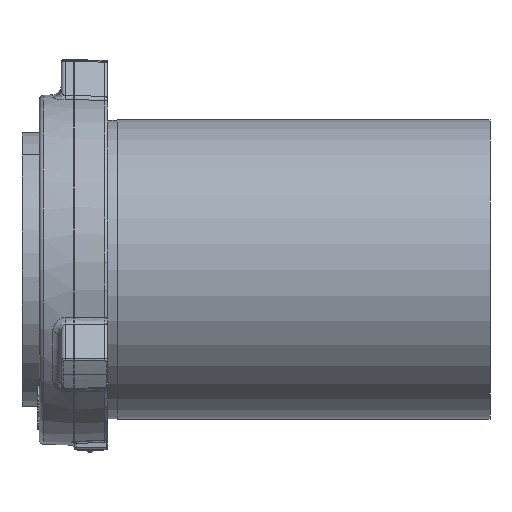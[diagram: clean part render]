
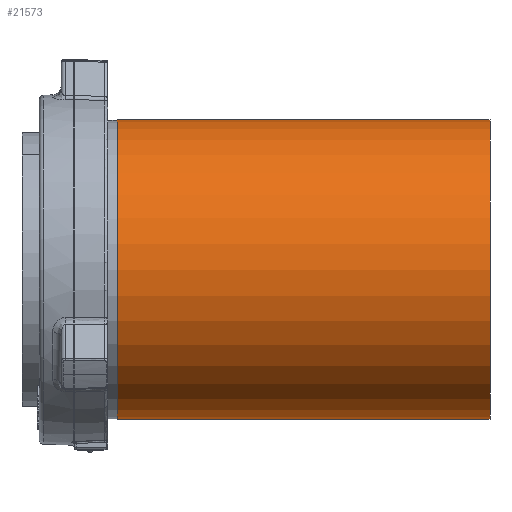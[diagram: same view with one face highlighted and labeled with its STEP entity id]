
A CAD part, left-side view. The second image highlights one B-rep face of the part: STEP entity #21573.
In plain terms, the highlighted cylindrical face has radius 109.728 mm (diameter 219.456 mm), a partial arc.
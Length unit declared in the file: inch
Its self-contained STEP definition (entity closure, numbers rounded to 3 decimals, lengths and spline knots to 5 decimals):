
#95 = DIRECTION ( 'NONE',  ( 0., 0., -1. ) ) ;
#494 = CYLINDRICAL_SURFACE ( 'NONE', #5661, 4.32 ) ;
#747 = CARTESIAN_POINT ( 'NONE',  ( 0., 12.1875, 0. ) ) ;
#1575 = CIRCLE ( 'NONE', #6697, 4.32 ) ;
#1856 = CARTESIAN_POINT ( 'NONE',  ( 0., 12.1875, -4.32 ) ) ;
#2754 = CARTESIAN_POINT ( 'NONE',  ( 0., 10.75, -4.32 ) ) ;
#3599 = CARTESIAN_POINT ( 'NONE',  ( 0., 0., 0. ) ) ;
#4213 = CARTESIAN_POINT ( 'NONE',  ( 0., 10.75, 0. ) ) ;
#4368 = DIRECTION ( 'NONE',  ( 0., -1., 0. ) ) ;
#4403 = DIRECTION ( 'NONE',  ( 0., -1., 0. ) ) ;
#4467 = ORIENTED_EDGE ( 'NONE', *, *, #7344, .T. ) ;
#5093 = EDGE_CURVE ( 'NONE', #23002, #16012, #22496, .T. ) ;
#5343 = ORIENTED_EDGE ( 'NONE', *, *, #7021, .T. ) ;
#5468 = DIRECTION ( 'NONE',  ( 0., 1., 0. ) ) ;
#5661 = AXIS2_PLACEMENT_3D ( 'NONE', #747, #14582, #12829 ) ;
#5771 = VECTOR ( 'NONE', #4368, 39.37008 ) ;
#6697 = AXIS2_PLACEMENT_3D ( 'NONE', #3599, #5468, #21716 ) ;
#7021 = EDGE_CURVE ( 'NONE', #9546, #12499, #20479, .T. ) ;
#7344 = EDGE_CURVE ( 'NONE', #23002, #9546, #23619, .T. ) ;
#8145 = CARTESIAN_POINT ( 'NONE',  ( 0., 12.1875, 4.32 ) ) ;
#9145 = CARTESIAN_POINT ( 'NONE',  ( 0., 0., -4.32 ) ) ;
#9546 = VERTEX_POINT ( 'NONE', #2754 ) ;
#12499 = VERTEX_POINT ( 'NONE', #9145 ) ;
#12829 = DIRECTION ( 'NONE',  ( 0., 0., -1. ) ) ;
#13674 = CARTESIAN_POINT ( 'NONE',  ( 0., 10.75, 4.32 ) ) ;
#14048 = DIRECTION ( 'NONE',  ( 0., -1., 0. ) ) ;
#14582 = DIRECTION ( 'NONE',  ( 0., -1., 0. ) ) ;
#15078 = CARTESIAN_POINT ( 'NONE',  ( 0., 0., 4.32 ) ) ;
#16012 = VERTEX_POINT ( 'NONE', #15078 ) ;
#16606 = FACE_OUTER_BOUND ( 'NONE', #22493, .T. ) ;
#17598 = VECTOR ( 'NONE', #4403, 39.37008 ) ;
#20032 = ORIENTED_EDGE ( 'NONE', *, *, #22815, .T. ) ;
#20479 = LINE ( 'NONE', #1856, #5771 ) ;
#21573 = ADVANCED_FACE ( 'NONE', ( #16606 ), #494, .T. ) ;
#21716 = DIRECTION ( 'NONE',  ( 0., 0., 1. ) ) ;
#22355 = AXIS2_PLACEMENT_3D ( 'NONE', #4213, #14048, #95 ) ;
#22493 = EDGE_LOOP ( 'NONE', ( #22731, #4467, #5343, #20032 ) ) ;
#22496 = LINE ( 'NONE', #8145, #17598 ) ;
#22731 = ORIENTED_EDGE ( 'NONE', *, *, #5093, .F. ) ;
#22815 = EDGE_CURVE ( 'NONE', #12499, #16012, #1575, .T. ) ;
#23002 = VERTEX_POINT ( 'NONE', #13674 ) ;
#23619 = CIRCLE ( 'NONE', #22355, 4.32 ) ;
